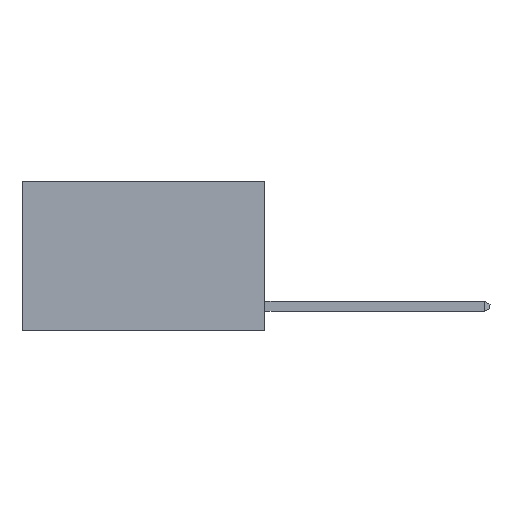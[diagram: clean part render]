
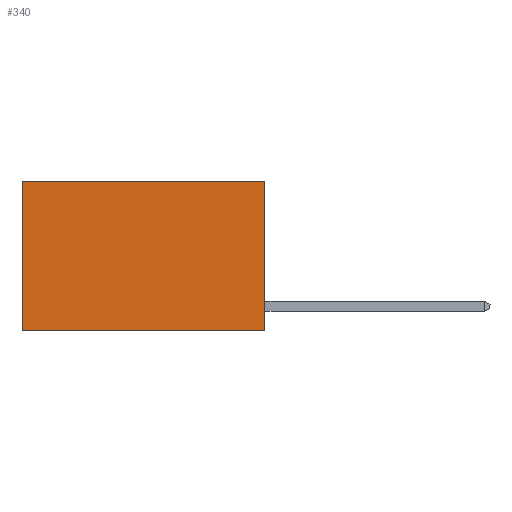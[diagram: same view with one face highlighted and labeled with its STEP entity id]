
A CAD part, left-side view. The second image highlights one B-rep face of the part: STEP entity #340.
In plain terms, the highlighted planar face has unit normal (-1, 0, 0).
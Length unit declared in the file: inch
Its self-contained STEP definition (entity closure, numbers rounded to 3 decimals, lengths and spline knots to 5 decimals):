
#105 = PLANE ( 'NONE',  #4701 ) ;
#340 = ADVANCED_FACE ( 'NONE', ( #6411 ), #105, .F. ) ;
#760 = VERTEX_POINT ( 'NONE', #10510 ) ;
#1516 = DIRECTION ( 'NONE',  ( 0., 1., 0. ) ) ;
#1690 = CARTESIAN_POINT ( 'NONE',  ( 0.2625, 0., 0. ) ) ;
#1847 = CARTESIAN_POINT ( 'NONE',  ( 0.2625, 0., -0.37 ) ) ;
#1957 = ORIENTED_EDGE ( 'NONE', *, *, #6965, .T. ) ;
#2096 = ORIENTED_EDGE ( 'NONE', *, *, #2402, .T. ) ;
#2292 = VERTEX_POINT ( 'NONE', #10512 ) ;
#2357 = ORIENTED_EDGE ( 'NONE', *, *, #10682, .F. ) ;
#2372 = ORIENTED_EDGE ( 'NONE', *, *, #11136, .F. ) ;
#2402 = EDGE_CURVE ( 'NONE', #760, #2292, #8617, .T. ) ;
#2828 = DIRECTION ( 'NONE',  ( 0., 0., -1. ) ) ;
#3328 = VECTOR ( 'NONE', #1516, 39.37008 ) ;
#4267 = CARTESIAN_POINT ( 'NONE',  ( 0.2625, 0.6, 0. ) ) ;
#4376 = VECTOR ( 'NONE', #7598, 39.37008 ) ;
#4701 = AXIS2_PLACEMENT_3D ( 'NONE', #8062, #13454, #11568 ) ;
#4734 = CARTESIAN_POINT ( 'NONE',  ( 0.2625, 0., -0.37 ) ) ;
#5444 = DIRECTION ( 'NONE',  ( 0., 1., 0. ) ) ;
#6086 = LINE ( 'NONE', #4734, #3328 ) ;
#6260 = VERTEX_POINT ( 'NONE', #12569 ) ;
#6403 = VECTOR ( 'NONE', #2828, 39.37008 ) ;
#6411 = FACE_OUTER_BOUND ( 'NONE', #9202, .T. ) ;
#6736 = LINE ( 'NONE', #1690, #6403 ) ;
#6965 = EDGE_CURVE ( 'NONE', #2292, #6260, #9888, .T. ) ;
#7584 = VERTEX_POINT ( 'NONE', #1847 ) ;
#7598 = DIRECTION ( 'NONE',  ( 0., 0., -1. ) ) ;
#7991 = VECTOR ( 'NONE', #5444, 39.37008 ) ;
#8062 = CARTESIAN_POINT ( 'NONE',  ( 0.2625, 0., 0. ) ) ;
#8592 = CARTESIAN_POINT ( 'NONE',  ( 0.2625, 0., 0. ) ) ;
#8617 = LINE ( 'NONE', #8592, #7991 ) ;
#9202 = EDGE_LOOP ( 'NONE', ( #1957, #2357, #2372, #2096 ) ) ;
#9888 = LINE ( 'NONE', #4267, #4376 ) ;
#10510 = CARTESIAN_POINT ( 'NONE',  ( 0.2625, 0., 0. ) ) ;
#10512 = CARTESIAN_POINT ( 'NONE',  ( 0.2625, 0.6, 0. ) ) ;
#10682 = EDGE_CURVE ( 'NONE', #7584, #6260, #6086, .T. ) ;
#11136 = EDGE_CURVE ( 'NONE', #760, #7584, #6736, .T. ) ;
#11568 = DIRECTION ( 'NONE',  ( 0., 0., -1. ) ) ;
#12569 = CARTESIAN_POINT ( 'NONE',  ( 0.2625, 0.6, -0.37 ) ) ;
#13454 = DIRECTION ( 'NONE',  ( 1., 0., 0. ) ) ;
